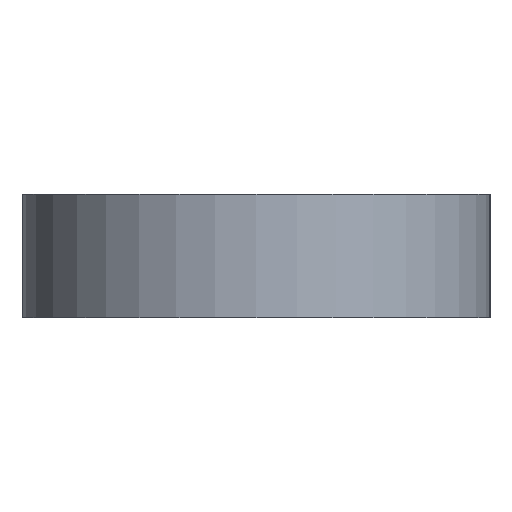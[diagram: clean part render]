
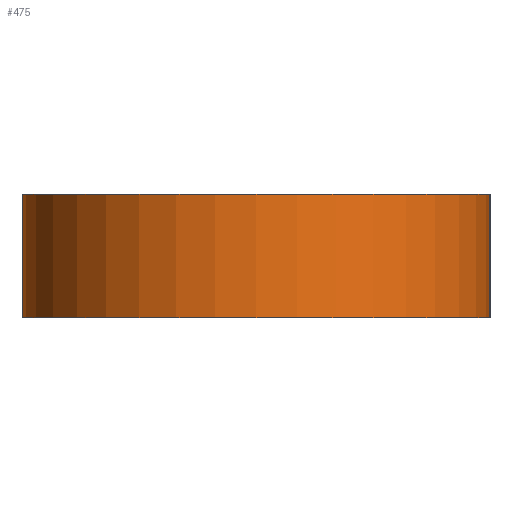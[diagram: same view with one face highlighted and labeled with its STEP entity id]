
A CAD part, left-side view. The second image highlights one B-rep face of the part: STEP entity #475.
In plain terms, the highlighted cylindrical face has radius 9.5 mm (diameter 19 mm), a partial arc.
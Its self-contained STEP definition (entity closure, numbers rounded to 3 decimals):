
#51=FACE_OUTER_BOUND('',#75,.T.);
#75=EDGE_LOOP('',(#355,#356,#357,#358));
#119=LINE('',#781,#149);
#120=LINE('',#784,#150);
#149=VECTOR('',#639,1000.);
#150=VECTOR('',#642,1000.);
#189=CIRCLE('',#534,9.5);
#190=CIRCLE('',#535,9.5);
#225=VERTEX_POINT('',#777);
#226=VERTEX_POINT('',#778);
#227=VERTEX_POINT('',#780);
#228=VERTEX_POINT('',#782);
#279=EDGE_CURVE('',#225,#226,#189,.T.);
#280=EDGE_CURVE('',#225,#227,#119,.T.);
#281=EDGE_CURVE('',#227,#228,#190,.T.);
#282=EDGE_CURVE('',#226,#228,#120,.T.);
#355=ORIENTED_EDGE('',*,*,#279,.F.);
#356=ORIENTED_EDGE('',*,*,#280,.T.);
#357=ORIENTED_EDGE('',*,*,#281,.T.);
#358=ORIENTED_EDGE('',*,*,#282,.F.);
#457=CYLINDRICAL_SURFACE('',#533,9.5);
#475=ADVANCED_FACE('',(#51),#457,.T.);
#533=AXIS2_PLACEMENT_3D('',#776,#635,#636);
#534=AXIS2_PLACEMENT_3D('',#779,#637,#638);
#535=AXIS2_PLACEMENT_3D('',#783,#640,#641);
#635=DIRECTION('center_axis',(0.,0.,-1.));
#636=DIRECTION('ref_axis',(-1.,0.,0.));
#637=DIRECTION('center_axis',(0.,0.,1.));
#638=DIRECTION('ref_axis',(-1.,0.,0.));
#639=DIRECTION('',(0.,0.,-1.));
#640=DIRECTION('center_axis',(0.,0.,1.));
#641=DIRECTION('ref_axis',(-1.,0.,0.));
#642=DIRECTION('',(0.,0.,-1.));
#776=CARTESIAN_POINT('Origin',(-27.592,-30.281,5.));
#777=CARTESIAN_POINT('',(-27.592,-20.781,5.));
#778=CARTESIAN_POINT('',(-27.592,-39.781,5.));
#779=CARTESIAN_POINT('Origin',(-27.592,-30.281,5.));
#780=CARTESIAN_POINT('',(-27.592,-20.781,0.));
#781=CARTESIAN_POINT('',(-27.592,-20.781,5.));
#782=CARTESIAN_POINT('',(-27.592,-39.781,0.));
#783=CARTESIAN_POINT('Origin',(-27.592,-30.281,0.));
#784=CARTESIAN_POINT('',(-27.592,-39.781,5.));
